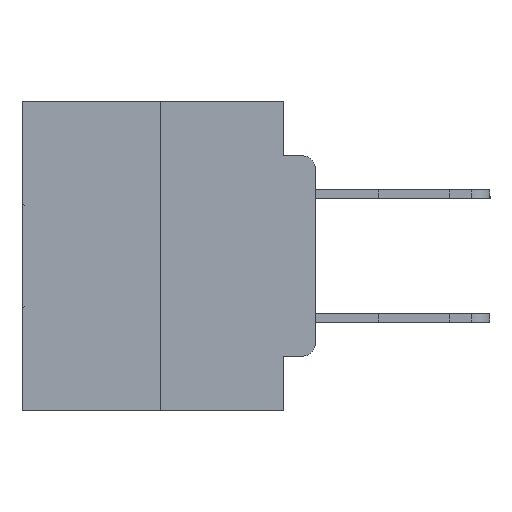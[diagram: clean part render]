
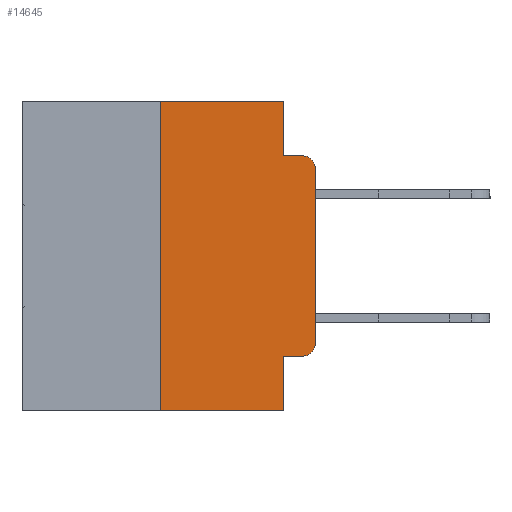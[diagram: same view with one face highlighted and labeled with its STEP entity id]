
A CAD part, left-side view. The second image highlights one B-rep face of the part: STEP entity #14645.
In plain terms, the highlighted planar face has unit normal (-1, 0, 0).
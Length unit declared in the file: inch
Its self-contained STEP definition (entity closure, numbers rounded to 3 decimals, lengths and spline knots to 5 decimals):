
#202 = ORIENTED_EDGE ( 'NONE', *, *, #24097, .T. ) ;
#215 = CARTESIAN_POINT ( 'NONE',  ( 0., 0.051, 0. ) ) ;
#549 = EDGE_CURVE ( 'NONE', #7286, #18895, #28634, .T. ) ;
#658 = CARTESIAN_POINT ( 'NONE',  ( 0., 0.02, -0.1085 ) ) ;
#1095 = LINE ( 'NONE', #2696, #6194 ) ;
#1278 = EDGE_CURVE ( 'NONE', #4042, #9698, #2963, .T. ) ;
#1288 = VERTEX_POINT ( 'NONE', #18441 ) ;
#2607 = DIRECTION ( 'NONE',  ( 0., 0., -1. ) ) ;
#2696 = CARTESIAN_POINT ( 'NONE',  ( 0., 0.051, -0.0885 ) ) ;
#2963 = LINE ( 'NONE', #8338, #8808 ) ;
#3196 = DIRECTION ( 'NONE',  ( 0., 0., -1. ) ) ;
#3443 = CARTESIAN_POINT ( 'NONE',  ( 0., 0.02, -0.0885 ) ) ;
#3827 = ORIENTED_EDGE ( 'NONE', *, *, #17248, .F. ) ;
#4042 = VERTEX_POINT ( 'NONE', #23662 ) ;
#4446 = PLANE ( 'NONE',  #4876 ) ;
#4680 = ORIENTED_EDGE ( 'NONE', *, *, #19674, .T. ) ;
#4733 = EDGE_LOOP ( 'NONE', ( #202, #18771, #8188, #14193, #20589, #3827, #16290, #13204, #27595, #4680 ) ) ;
#4876 = AXIS2_PLACEMENT_3D ( 'NONE', #21687, #24075, #9444 ) ;
#5209 = DIRECTION ( 'NONE',  ( 0., -1., 0. ) ) ;
#5558 = CARTESIAN_POINT ( 'NONE',  ( 0., 0., -0.3915 ) ) ;
#6194 = VECTOR ( 'NONE', #5209, 39.37008 ) ;
#7286 = VERTEX_POINT ( 'NONE', #23252 ) ;
#7399 = CARTESIAN_POINT ( 'NONE',  ( 0., 0.25, 0. ) ) ;
#7611 = CARTESIAN_POINT ( 'NONE',  ( 0., 0.051, 0. ) ) ;
#7800 = CARTESIAN_POINT ( 'NONE',  ( 0., 0., 0. ) ) ;
#8031 = LINE ( 'NONE', #215, #20398 ) ;
#8188 = ORIENTED_EDGE ( 'NONE', *, *, #24684, .F. ) ;
#8338 = CARTESIAN_POINT ( 'NONE',  ( 0., 0.473, -0.5 ) ) ;
#8591 = LINE ( 'NONE', #7611, #27248 ) ;
#8808 = VECTOR ( 'NONE', #14586, 39.37008 ) ;
#8931 = EDGE_CURVE ( 'NONE', #7286, #9698, #8591, .T. ) ;
#9250 = VECTOR ( 'NONE', #20772, 39.37008 ) ;
#9444 = DIRECTION ( 'NONE',  ( 0., 0., -1. ) ) ;
#9698 = VERTEX_POINT ( 'NONE', #15133 ) ;
#10290 = CIRCLE ( 'NONE', #30469, 0.02 ) ;
#10321 = DIRECTION ( 'NONE',  ( 0., 0., 1. ) ) ;
#11013 = EDGE_CURVE ( 'NONE', #30115, #16313, #23324, .T. ) ;
#11674 = LINE ( 'NONE', #7800, #30198 ) ;
#11731 = CARTESIAN_POINT ( 'NONE',  ( 0., 0.25, 0. ) ) ;
#11844 = DIRECTION ( 'NONE',  ( -1., 0., 0. ) ) ;
#12053 = FACE_OUTER_BOUND ( 'NONE', #4733, .T. ) ;
#12389 = EDGE_CURVE ( 'NONE', #19677, #1288, #18010, .T. ) ;
#13204 = ORIENTED_EDGE ( 'NONE', *, *, #8931, .F. ) ;
#13246 = CARTESIAN_POINT ( 'NONE',  ( 0., 0.051, -0.4115 ) ) ;
#13554 = VERTEX_POINT ( 'NONE', #17832 ) ;
#14193 = ORIENTED_EDGE ( 'NONE', *, *, #16653, .F. ) ;
#14586 = DIRECTION ( 'NONE',  ( 0., -1., 0. ) ) ;
#14645 = ADVANCED_FACE ( 'NONE', ( #12053 ), #4446, .F. ) ;
#15120 = VECTOR ( 'NONE', #24617, 39.37008 ) ;
#15133 = CARTESIAN_POINT ( 'NONE',  ( 0., 0.051, -0.5 ) ) ;
#16290 = ORIENTED_EDGE ( 'NONE', *, *, #1278, .T. ) ;
#16313 = VERTEX_POINT ( 'NONE', #3443 ) ;
#16653 = EDGE_CURVE ( 'NONE', #1288, #13554, #8031, .T. ) ;
#17248 = EDGE_CURVE ( 'NONE', #4042, #19677, #27908, .T. ) ;
#17640 = DIRECTION ( 'NONE',  ( 0., 0., -1. ) ) ;
#17832 = CARTESIAN_POINT ( 'NONE',  ( 0., 0.051, -0.0885 ) ) ;
#18010 = LINE ( 'NONE', #18206, #23653 ) ;
#18063 = DIRECTION ( 'NONE',  ( -1., 0., 0. ) ) ;
#18206 = CARTESIAN_POINT ( 'NONE',  ( 0., 0.473, 0. ) ) ;
#18441 = CARTESIAN_POINT ( 'NONE',  ( 0., 0.051, 0. ) ) ;
#18771 = ORIENTED_EDGE ( 'NONE', *, *, #11013, .T. ) ;
#18895 = VERTEX_POINT ( 'NONE', #25369 ) ;
#19674 = EDGE_CURVE ( 'NONE', #18895, #29676, #10290, .T. ) ;
#19677 = VERTEX_POINT ( 'NONE', #11731 ) ;
#20398 = VECTOR ( 'NONE', #17640, 39.37008 ) ;
#20545 = AXIS2_PLACEMENT_3D ( 'NONE', #658, #18063, #3196 ) ;
#20589 = ORIENTED_EDGE ( 'NONE', *, *, #12389, .F. ) ;
#20772 = DIRECTION ( 'NONE',  ( 0., -1., 0. ) ) ;
#21687 = CARTESIAN_POINT ( 'NONE',  ( 0., 0.473, 0. ) ) ;
#23053 = DIRECTION ( 'NONE',  ( 0., -1., 0. ) ) ;
#23252 = CARTESIAN_POINT ( 'NONE',  ( 0., 0.051, -0.4115 ) ) ;
#23324 = CIRCLE ( 'NONE', #20545, 0.02 ) ;
#23653 = VECTOR ( 'NONE', #23053, 39.37008 ) ;
#23662 = CARTESIAN_POINT ( 'NONE',  ( 0., 0.25, -0.5 ) ) ;
#24075 = DIRECTION ( 'NONE',  ( 1., 0., 0. ) ) ;
#24097 = EDGE_CURVE ( 'NONE', #29676, #30115, #11674, .T. ) ;
#24617 = DIRECTION ( 'NONE',  ( 0., 0., 1. ) ) ;
#24684 = EDGE_CURVE ( 'NONE', #13554, #16313, #1095, .T. ) ;
#25369 = CARTESIAN_POINT ( 'NONE',  ( 0., 0.02, -0.4115 ) ) ;
#26374 = CARTESIAN_POINT ( 'NONE',  ( 0., 0.02, -0.3915 ) ) ;
#27248 = VECTOR ( 'NONE', #2607, 39.37008 ) ;
#27595 = ORIENTED_EDGE ( 'NONE', *, *, #549, .T. ) ;
#27908 = LINE ( 'NONE', #7399, #15120 ) ;
#28634 = LINE ( 'NONE', #13246, #9250 ) ;
#28780 = DIRECTION ( 'NONE',  ( 0., 0., -1. ) ) ;
#29147 = CARTESIAN_POINT ( 'NONE',  ( 0., 0., -0.1085 ) ) ;
#29676 = VERTEX_POINT ( 'NONE', #5558 ) ;
#30115 = VERTEX_POINT ( 'NONE', #29147 ) ;
#30198 = VECTOR ( 'NONE', #10321, 39.37008 ) ;
#30469 = AXIS2_PLACEMENT_3D ( 'NONE', #26374, #11844, #28780 ) ;
